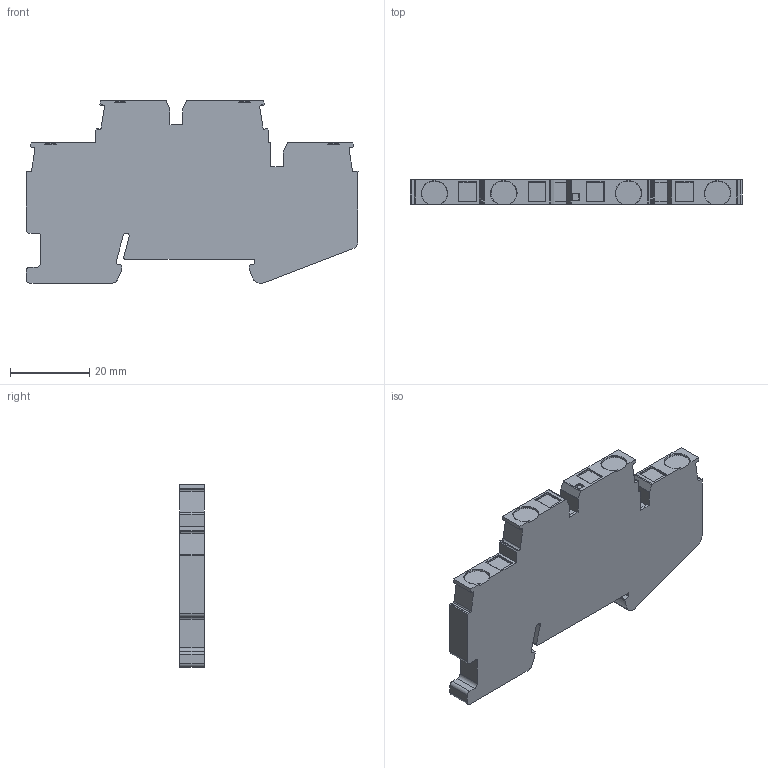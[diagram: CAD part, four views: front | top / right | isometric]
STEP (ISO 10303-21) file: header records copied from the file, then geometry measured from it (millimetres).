
FILE_DESCRIPTION((''),'2;1');
FILE_NAME('DSTTB4','2018-11-22T',('Administrator'),(''),'PRO/ENGINEER BY PARAMETRIC TECHNOLOGY CORPORATION, 2008380','PRO/ENGINEER BY PARAMETRIC TECHNOLOGY CORPORATION, 2008380','');
FILE_SCHEMA(('CONFIG_CONTROL_DESIGN'));
Length unit declared in the file: millimetre
Products named in the file (1): DSTTB4
Bounding box: 83.7 x 6.15 x 46 mm (x, y, z)
Volume: 18213.6 mm3; surface area: 7938.4 mm2
Topology: 1 solids, 1 shells, 199 faces, 564 edges, 372 vertices
Faces by surface type: plane 145, cylinder 46, cone 8
Entity records: 6484 total; most frequent: CARTESIAN_POINT 1177, ORIENTED_EDGE 1128, DIRECTION 1075, EDGE_CURVE 564, VECTOR 429, LINE 429, VERTEX_POINT 372, AXIS2_PLACEMENT_3D 323
